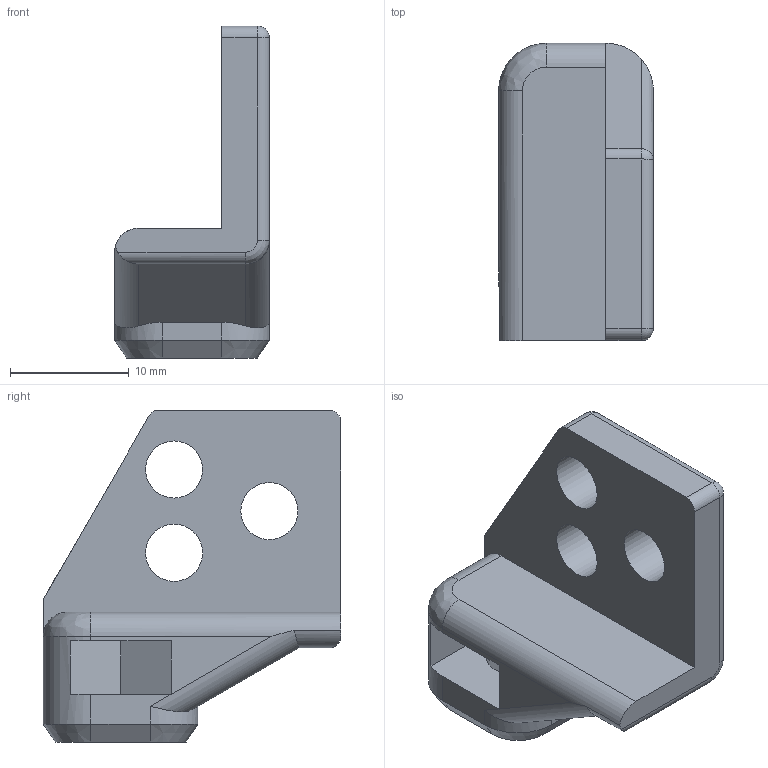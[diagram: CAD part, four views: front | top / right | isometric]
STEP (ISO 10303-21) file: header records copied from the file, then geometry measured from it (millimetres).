
FILE_DESCRIPTION(/* description */ (''),/* implementation_level */ '2;1');
FILE_NAME(/* name */ 'Drag Chain Mount.step',/* time_stamp */ '2025-11-05T13:43:55+09:00',/* author */ (''),/* organization */ (''),/* preprocessor_version */ 'ST-DEVELOPER v20.1',/* originating_system */ 'Autodesk Translation Framework v14.17.0.0',/* authorisation */ '');
FILE_SCHEMA (('AUTOMOTIVE_DESIGN { 1 0 10303 214 3 1 1 }'));
Length unit declared in the file: millimetre
Products named in the file (1): 2025-11-05-13-43-55-516
Bounding box: 13 x 25 x 27.9 mm (x, y, z)
Volume: 3089.9 mm3; surface area: 2264.4 mm2
Topology: 1 solids, 1 shells, 51 faces, 126 edges, 77 vertices
Faces by surface type: plane 23, cylinder 20, cone 4, bspline 2, sphere 2
Full cylindrical faces by diameter (mm): 4.8 x3, 5.4 x1
Entity records: 1591 total; most frequent: CARTESIAN_POINT 309, DIRECTION 267, ORIENTED_EDGE 252, EDGE_CURVE 126, AXIS2_PLACEMENT_3D 95, LINE 77, VECTOR 77, VERTEX_POINT 77
